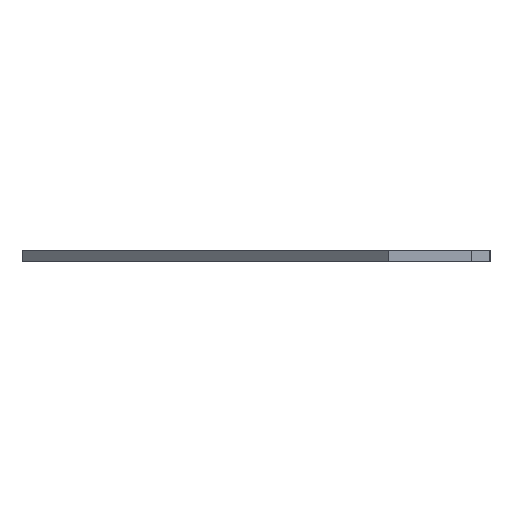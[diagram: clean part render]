
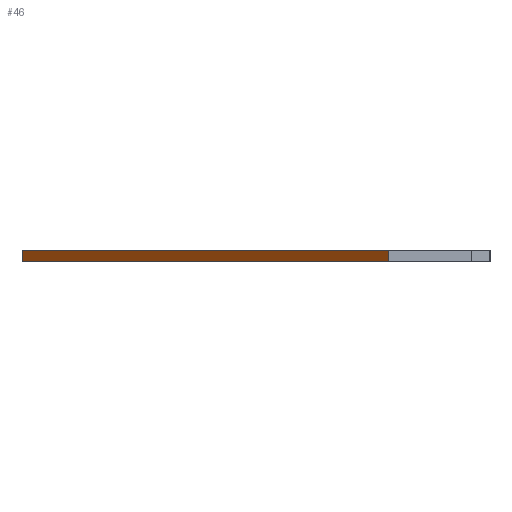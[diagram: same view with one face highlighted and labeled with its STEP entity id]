
A CAD part, left-side view. The second image highlights one B-rep face of the part: STEP entity #46.
In plain terms, the highlighted planar face has unit normal (-0.707, 0.707, 0).
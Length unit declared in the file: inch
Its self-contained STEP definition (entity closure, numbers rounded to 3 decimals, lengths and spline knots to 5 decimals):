
#24 = FACE_OUTER_BOUND ( 'NONE', #265, .T. ) ;
#46 = ADVANCED_FACE ( 'NONE', ( #24 ), #636, .T. ) ;
#97 = CARTESIAN_POINT ( 'NONE',  ( -1.85, 0.5, -0.08 ) ) ;
#140 = ORIENTED_EDGE ( 'NONE', *, *, #738, .F. ) ;
#158 = DIRECTION ( 'NONE',  ( -0.707, -0.707, 0. ) ) ;
#164 = CARTESIAN_POINT ( 'NONE',  ( -2.15, 0.2, 0. ) ) ;
#171 = CARTESIAN_POINT ( 'NONE',  ( -1.85, 0.5, 0. ) ) ;
#193 = DIRECTION ( 'NONE',  ( -0.707, 0.707, 0. ) ) ;
#245 = VERTEX_POINT ( 'NONE', #714 ) ;
#254 = LINE ( 'NONE', #1019, #694 ) ;
#262 = CARTESIAN_POINT ( 'NONE',  ( 0.39153, 2.74153, 0. ) ) ;
#265 = EDGE_LOOP ( 'NONE', ( #140, #762, #1103, #606 ) ) ;
#321 = VECTOR ( 'NONE', #1130, 39.37008 ) ;
#326 = AXIS2_PLACEMENT_3D ( 'NONE', #97, #193, #848 ) ;
#345 = LINE ( 'NONE', #393, #321 ) ;
#393 = CARTESIAN_POINT ( 'NONE',  ( -2.15, 0.2, -0.08 ) ) ;
#461 = EDGE_CURVE ( 'NONE', #245, #699, #345, .T. ) ;
#468 = DIRECTION ( 'NONE',  ( -0.707, -0.707, 0. ) ) ;
#563 = EDGE_CURVE ( 'NONE', #1039, #245, #254, .T. ) ;
#606 = ORIENTED_EDGE ( 'NONE', *, *, #461, .T. ) ;
#634 = VECTOR ( 'NONE', #781, 39.37008 ) ;
#636 = PLANE ( 'NONE',  #326 ) ;
#648 = EDGE_CURVE ( 'NONE', #797, #1039, #1123, .T. ) ;
#694 = VECTOR ( 'NONE', #468, 39.37008 ) ;
#699 = VERTEX_POINT ( 'NONE', #164 ) ;
#714 = CARTESIAN_POINT ( 'NONE',  ( -2.15, 0.2, -0.08 ) ) ;
#738 = EDGE_CURVE ( 'NONE', #797, #699, #982, .T. ) ;
#740 = VECTOR ( 'NONE', #158, 39.37008 ) ;
#762 = ORIENTED_EDGE ( 'NONE', *, *, #648, .T. ) ;
#781 = DIRECTION ( 'NONE',  ( 0., 0., -1. ) ) ;
#797 = VERTEX_POINT ( 'NONE', #262 ) ;
#848 = DIRECTION ( 'NONE',  ( -0.707, -0.707, 0. ) ) ;
#982 = LINE ( 'NONE', #171, #740 ) ;
#1019 = CARTESIAN_POINT ( 'NONE',  ( -1.85, 0.5, -0.08 ) ) ;
#1039 = VERTEX_POINT ( 'NONE', #1162 ) ;
#1103 = ORIENTED_EDGE ( 'NONE', *, *, #563, .T. ) ;
#1123 = LINE ( 'NONE', #1137, #634 ) ;
#1130 = DIRECTION ( 'NONE',  ( 0., 0., 1. ) ) ;
#1137 = CARTESIAN_POINT ( 'NONE',  ( 0.39153, 2.74153, -0.08 ) ) ;
#1162 = CARTESIAN_POINT ( 'NONE',  ( 0.39153, 2.74153, -0.08 ) ) ;
